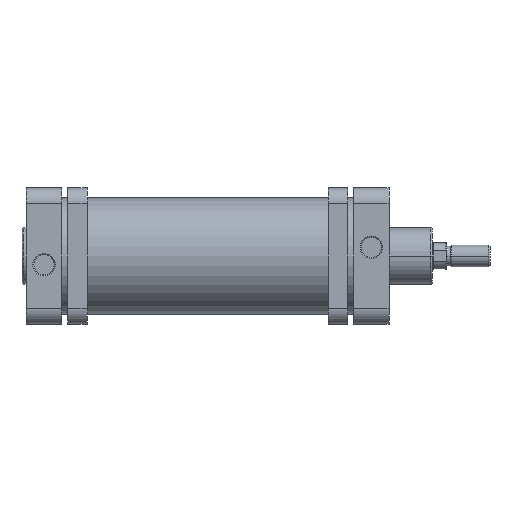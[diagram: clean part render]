
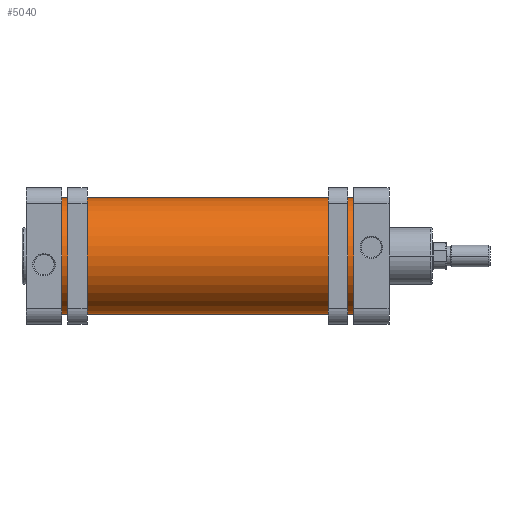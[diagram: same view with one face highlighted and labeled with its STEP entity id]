
A CAD part, front view. The second image highlights one B-rep face of the part: STEP entity #5040.
In plain terms, the highlighted cylindrical face has radius 53.5 mm (diameter 107 mm), a partial arc.
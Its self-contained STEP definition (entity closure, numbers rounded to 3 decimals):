
#65 = EDGE_CURVE ( 'NONE', #1464, #1470, #3093, .T. ) ;
#67 = EDGE_CURVE ( 'NONE', #1429, #1424, #3104, .T. ) ;
#71 = EDGE_CURVE ( 'NONE', #1429, #1464, #3099, .T. ) ;
#73 = EDGE_CURVE ( 'NONE', #1424, #1470, #3102, .T. ) ;
#588 = ORIENTED_EDGE ( 'NONE', *, *, #73, .T. ) ;
#589 = ORIENTED_EDGE ( 'NONE', *, *, #67, .T. ) ;
#590 = ORIENTED_EDGE ( 'NONE', *, *, #71, .F. ) ;
#591 = ORIENTED_EDGE ( 'NONE', *, *, #65, .F. ) ;
#1424 = VERTEX_POINT ( 'NONE', #2467 ) ;
#1429 = VERTEX_POINT ( 'NONE', #2472 ) ;
#1464 = VERTEX_POINT ( 'NONE', #2507 ) ;
#1470 = VERTEX_POINT ( 'NONE', #2513 ) ;
#1617 = CARTESIAN_POINT ( 'NONE',  ( -53.5, 0., 269. ) ) ;
#1620 = CARTESIAN_POINT ( 'NONE',  ( 53.5, 0., 269. ) ) ;
#1621 = DIRECTION ( 'NONE',  ( 0., 0., -1. ) ) ;
#1625 = DIRECTION ( 'NONE',  ( 0., 0., -1. ) ) ;
#1633 = CARTESIAN_POINT ( 'NONE',  ( 0., 0., 269. ) ) ;
#1634 = CARTESIAN_POINT ( 'NONE',  ( 0., 0., 0. ) ) ;
#1635 = DIRECTION ( 'NONE',  ( 0., 0., 1. ) ) ;
#1636 = DIRECTION ( 'NONE',  ( 1., 0., 0. ) ) ;
#1641 = DIRECTION ( 'NONE',  ( 0., 0., 1. ) ) ;
#1642 = DIRECTION ( 'NONE',  ( 1., 0., 0. ) ) ;
#2467 = CARTESIAN_POINT ( 'NONE',  ( -53.5, 0., 0. ) ) ;
#2472 = CARTESIAN_POINT ( 'NONE',  ( -53.5, 0., 269. ) ) ;
#2507 = CARTESIAN_POINT ( 'NONE',  ( 53.5, 0., 269. ) ) ;
#2513 = CARTESIAN_POINT ( 'NONE',  ( 53.5, 0., 0. ) ) ;
#2662 = AXIS2_PLACEMENT_3D ( 'NONE', #1633, #1635, #1636 ) ;
#2666 = AXIS2_PLACEMENT_3D ( 'NONE', #1634, #1641, #1642 ) ;
#2887 = VECTOR ( 'NONE', #1621, 1000. ) ;
#2904 = AXIS2_PLACEMENT_3D ( 'NONE', #4355, #4354, #4353 ) ;
#3093 = LINE ( 'NONE', #1620, #2887 ) ;
#3099 = CIRCLE ( 'NONE', #2662, 53.5 ) ;
#3102 = CIRCLE ( 'NONE', #2666, 53.5 ) ;
#3104 = LINE ( 'NONE', #1617, #3111 ) ;
#3111 = VECTOR ( 'NONE', #1625, 1000. ) ;
#3247 = EDGE_LOOP ( 'NONE', ( #591, #590, #589, #588 ) ) ;
#3675 = FACE_OUTER_BOUND ( 'NONE', #3247, .T. ) ;
#3678 = CYLINDRICAL_SURFACE ( 'NONE', #2904, 53.5 ) ;
#4353 = DIRECTION ( 'NONE',  ( -1., 0., 0. ) ) ;
#4354 = DIRECTION ( 'NONE',  ( 0., 0., -1. ) ) ;
#4355 = CARTESIAN_POINT ( 'NONE',  ( 0., 0., 269. ) ) ;
#5040 = ADVANCED_FACE ( 'NONE', ( #3675 ), #3678, .T. ) ;
